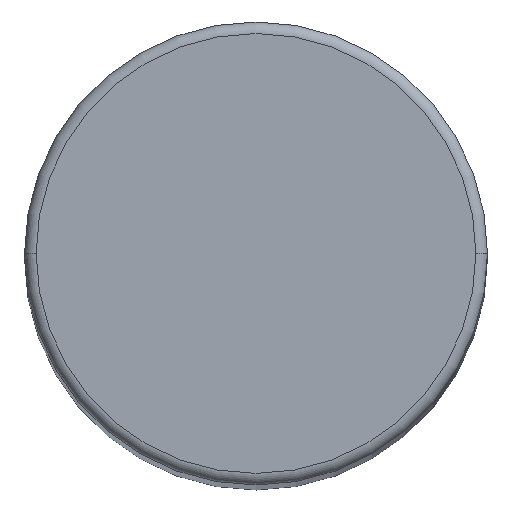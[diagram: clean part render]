
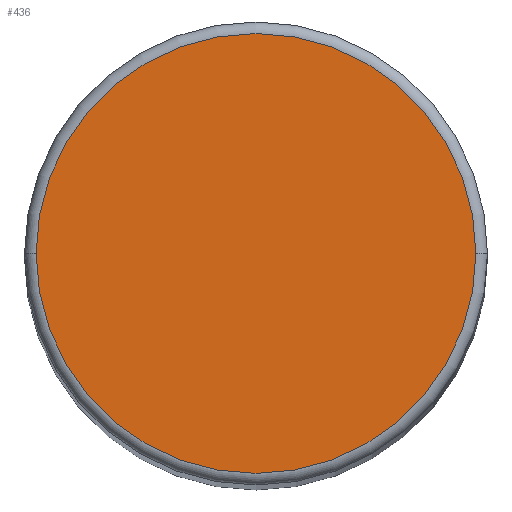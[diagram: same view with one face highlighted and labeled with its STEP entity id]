
A CAD part, top view. The second image highlights one B-rep face of the part: STEP entity #436.
In plain terms, the highlighted planar face has unit normal (0, 0, 1).
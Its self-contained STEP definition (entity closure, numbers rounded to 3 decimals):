
#215=CARTESIAN_POINT('',(0.,0.,25.));
#216=DIRECTION('',(0.,0.,1.));
#217=DIRECTION('',(1.,0.,0.));
#218=AXIS2_PLACEMENT_3D('',#215,#216,#217);
#223=CARTESIAN_POINT('',(0.,0.,25.));
#224=DIRECTION('',(0.,0.,1.));
#225=DIRECTION('',(-1.,0.,0.));
#226=AXIS2_PLACEMENT_3D('',#223,#224,#225);
#255=CARTESIAN_POINT('',(1.9,0.,25.));
#256=CARTESIAN_POINT('',(-1.9,0.,25.));
#257=VERTEX_POINT('',#255);
#258=VERTEX_POINT('',#256);
#426=CARTESIAN_POINT('',(0.,0.,25.));
#427=DIRECTION('',(0.,0.,1.));
#428=DIRECTION('',(1.,0.,0.));
#429=AXIS2_PLACEMENT_3D('',#426,#427,#428);
#430=PLANE('',#429);
#431=ORIENTED_EDGE('',*,*,#416,.F.);
#433=ORIENTED_EDGE('',*,*,#432,.F.);
#434=EDGE_LOOP('',(#431,#433));
#435=FACE_OUTER_BOUND('',#434,.F.);
#436=ADVANCED_FACE('',(#435),#430,.T.);
#219=CIRCLE('',#218,1.9);
#227=CIRCLE('',#226,1.9);
#416=EDGE_CURVE('',#257,#258,#219,.T.);
#432=EDGE_CURVE('',#258,#257,#227,.T.);
